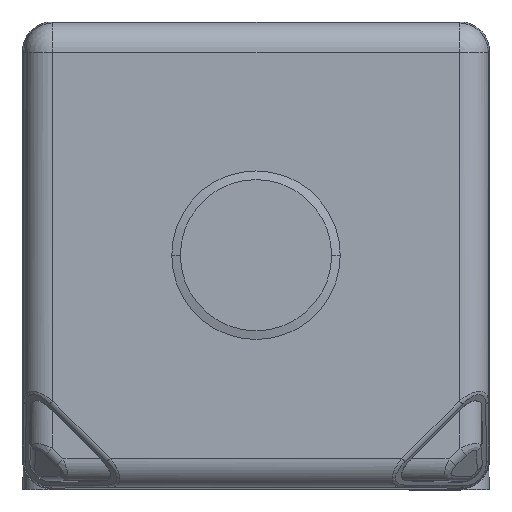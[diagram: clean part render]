
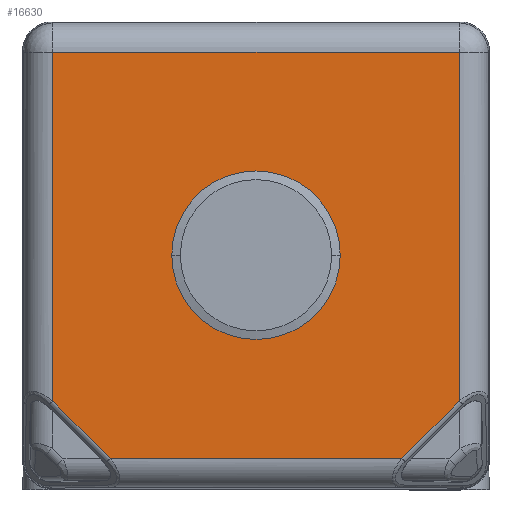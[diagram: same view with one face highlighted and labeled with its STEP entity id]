
A CAD part, top view. The second image highlights one B-rep face of the part: STEP entity #16630.
In plain terms, the highlighted planar face has unit normal (0, 0, 1).
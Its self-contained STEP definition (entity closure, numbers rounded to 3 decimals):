
#3488=DIRECTION('',(-1.,0.,0.));
#3489=VECTOR('',#3488,34.946);
#3490=CARTESIAN_POINT('',(17.473,17.473,12.21));
#3491=LINE('',#3490,#3489);
#3531=DIRECTION('',(0.,1.,0.));
#3532=VECTOR('',#3531,30.006);
#3533=CARTESIAN_POINT('',(17.473,-12.533,12.21));
#3534=LINE('',#3533,#3532);
#3684=CARTESIAN_POINT('',(12.533,-17.473,12.21));
#3710=CARTESIAN_POINT('',(-12.533,-17.473,
12.21));
#3712=DIRECTION('',(1.,0.,0.));
#3713=VECTOR('',#3712,25.066);
#3714=CARTESIAN_POINT('',(-12.533,-17.473,
12.21));
#3715=LINE('',#3714,#3713);
#3860=DIRECTION('',(0.,-1.,0.));
#3861=VECTOR('',#3860,30.006);
#3862=CARTESIAN_POINT('',(-17.473,17.473,12.21));
#3863=LINE('',#3862,#3861);
#3864=DIRECTION('',(-0.707,-0.707,0.));
#3865=VECTOR('',#3864,6.986);
#3866=CARTESIAN_POINT('',(17.473,-12.533,12.21));
#3867=LINE('',#3866,#3865);
#3868=DIRECTION('',(-0.707,0.707,0.));
#3869=VECTOR('',#3868,6.986);
#3870=CARTESIAN_POINT('',(-12.533,-17.473,
12.21));
#3871=LINE('',#3870,#3869);
#3872=CARTESIAN_POINT('',(0.,0.,12.21));
#3873=DIRECTION('',(0.,0.,1.));
#3874=DIRECTION('',(-1.,0.,0.));
#3875=AXIS2_PLACEMENT_3D('',#3872,#3873,#3874);
#3877=CARTESIAN_POINT('',(0.,0.,12.21));
#3878=DIRECTION('',(0.,0.,1.));
#3879=DIRECTION('',(1.,0.,0.));
#3880=AXIS2_PLACEMENT_3D('',#3877,#3878,#3879);
#8502=VERTEX_POINT('',#3710);
#8506=VERTEX_POINT('',#3684);
#8511=CARTESIAN_POINT('',(17.473,-12.533,12.21));
#8512=VERTEX_POINT('',#8511);
#8515=CARTESIAN_POINT('',(-17.473,-12.533,
12.21));
#8516=VERTEX_POINT('',#8515);
#8517=CARTESIAN_POINT('',(-17.473,17.473,12.21));
#8518=VERTEX_POINT('',#8517);
#8519=CARTESIAN_POINT('',(17.473,17.473,12.21));
#8520=VERTEX_POINT('',#8519);
#8521=CARTESIAN_POINT('',(-7.246,0.,12.21));
#8522=CARTESIAN_POINT('',(7.246,0.,12.21));
#8523=VERTEX_POINT('',#8521);
#8524=VERTEX_POINT('',#8522);
#16609=CARTESIAN_POINT('',(0.,0.,12.21));
#16610=DIRECTION('',(0.,0.,1.));
#16611=DIRECTION('',(0.,-1.,0.));
#16612=AXIS2_PLACEMENT_3D('',#16609,#16610,#16611);
#16613=PLANE('',#16612);
#16615=ORIENTED_EDGE('',*,*,#16614,.T.);
#16616=ORIENTED_EDGE('',*,*,#16301,.F.);
#16618=ORIENTED_EDGE('',*,*,#16617,.T.);
#16619=ORIENTED_EDGE('',*,*,#16597,.F.);
#16620=ORIENTED_EDGE('',*,*,#15896,.F.);
#16621=ORIENTED_EDGE('',*,*,#15976,.F.);
#16622=EDGE_LOOP('',(#16615,#16616,#16618,#16619,#16620,#16621));
#16623=FACE_OUTER_BOUND('',#16622,.F.);
#16625=ORIENTED_EDGE('',*,*,#16624,.T.);
#16627=ORIENTED_EDGE('',*,*,#16626,.T.);
#16628=EDGE_LOOP('',(#16625,#16627));
#16629=FACE_BOUND('',#16628,.F.);
#16630=ADVANCED_FACE('',(#16623,#16629),#16613,.T.);
#3876=CIRCLE('',#3875,7.246);
#3881=CIRCLE('',#3880,7.246);
#15896=EDGE_CURVE('',#8520,#8518,#3491,.T.);
#15976=EDGE_CURVE('',#8512,#8520,#3534,.T.);
#16301=EDGE_CURVE('',#8502,#8506,#3715,.T.);
#16597=EDGE_CURVE('',#8518,#8516,#3863,.T.);
#16614=EDGE_CURVE('',#8512,#8506,#3867,.T.);
#16617=EDGE_CURVE('',#8502,#8516,#3871,.T.);
#16624=EDGE_CURVE('',#8523,#8524,#3876,.T.);
#16626=EDGE_CURVE('',#8524,#8523,#3881,.T.);
